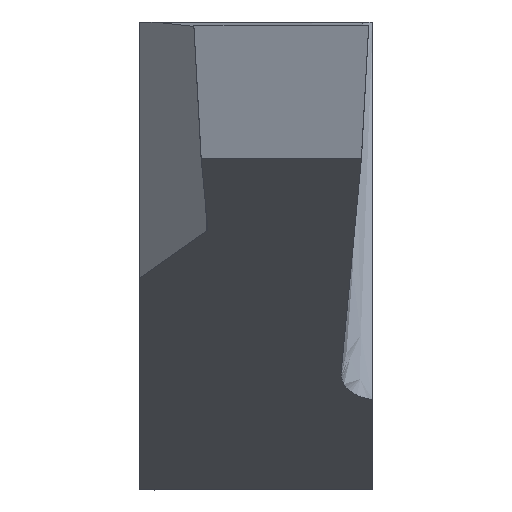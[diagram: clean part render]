
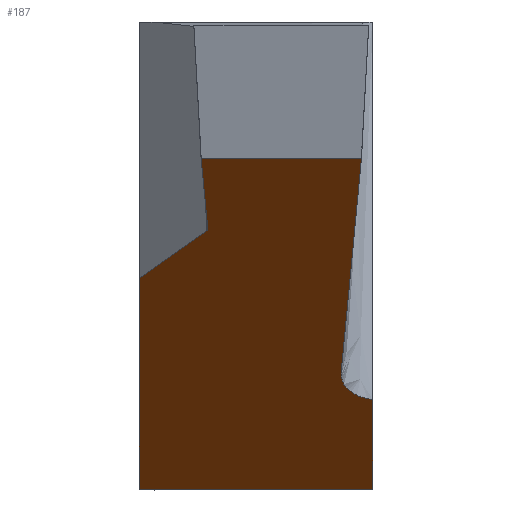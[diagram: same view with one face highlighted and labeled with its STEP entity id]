
A CAD part, top view. The second image highlights one B-rep face of the part: STEP entity #187.
In plain terms, the highlighted planar face has unit normal (0, -0.819, 0.574).
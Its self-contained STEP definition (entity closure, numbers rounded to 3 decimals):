
#20 = CARTESIAN_POINT ( 'NONE',  ( 0., 1.824, 7.835 ) ) ;
#53 = VECTOR ( 'NONE', #79, 1000. ) ;
#65 = EDGE_CURVE ( 'NONE', #78, #90, #676, .T. ) ;
#70 = DIRECTION ( 'NONE',  ( -1., 0., 0. ) ) ;
#78 = VERTEX_POINT ( 'NONE', #462 ) ;
#79 = DIRECTION ( 'NONE',  ( 0.054, -0.573, -0.818 ) ) ;
#84 = ORIENTED_EDGE ( 'NONE', *, *, #770, .F. ) ;
#89 = VECTOR ( 'NONE', #112, 1000. ) ;
#90 = VERTEX_POINT ( 'NONE', #541 ) ;
#93 = CARTESIAN_POINT ( 'NONE',  ( 3., 1.247, 7.012 ) ) ;
#95 = VERTEX_POINT ( 'NONE', #693 ) ;
#99 =( BOUNDED_CURVE ( )  B_SPLINE_CURVE ( 3, ( #497, #453, #964, #594 ),
 .UNSPECIFIED., .F., .T. ) 
 B_SPLINE_CURVE_WITH_KNOTS ( ( 4, 4 ),
 ( 1.602, 2.424 ),
 .UNSPECIFIED. ) 
 CURVE ( )  GEOMETRIC_REPRESENTATION_ITEM ( )  RATIONAL_B_SPLINE_CURVE ( ( 1., 0.945, 0.945, 1. ) ) 
 REPRESENTATION_ITEM ( '' )  );
#100 = PLANE ( 'NONE',  #237 ) ;
#112 = DIRECTION ( 'NONE',  ( -0.634, -0.444, -0.634 ) ) ;
#115 = DIRECTION ( 'NONE',  ( 0., 0.574, 0.819 ) ) ;
#127 = B_SPLINE_CURVE_WITH_KNOTS ( 'NONE', 3,
 ( #355, #653, #577, #873, #205, #502 ),
 .UNSPECIFIED., .F., .F.,
 ( 4, 2, 4 ),
 ( 0., 0., 0.001 ),
 .UNSPECIFIED. ) ;
#133 =( BOUNDED_CURVE ( )  B_SPLINE_CURVE ( 3, ( #368, #443, #298, #678 ),
 .UNSPECIFIED., .F., .T. ) 
 B_SPLINE_CURVE_WITH_KNOTS ( ( 4, 4 ),
 ( 3.099, 4.69 ),
 .UNSPECIFIED. ) 
 CURVE ( )  GEOMETRIC_REPRESENTATION_ITEM ( )  RATIONAL_B_SPLINE_CURVE ( ( 1., 0.8, 0.8, 1. ) ) 
 REPRESENTATION_ITEM ( '' )  );
#142 = VERTEX_POINT ( 'NONE', #688 ) ;
#146 = ORIENTED_EDGE ( 'NONE', *, *, #787, .T. ) ;
#169 = LINE ( 'NONE', #469, #253 ) ;
#187 = ADVANCED_FACE ( 'NONE', ( #482 ), #100, .F. ) ;
#189 = LINE ( 'NONE', #268, #191 ) ;
#191 = VECTOR ( 'NONE', #405, 1000. ) ;
#194 = CARTESIAN_POINT ( 'NONE',  ( 2.595, -1.505, 3.082 ) ) ;
#198 = CARTESIAN_POINT ( 'NONE',  ( 0.867, 0.313, 5.677 ) ) ;
#205 = CARTESIAN_POINT ( 'NONE',  ( 2.587, -1.581, 2.973 ) ) ;
#230 = EDGE_CURVE ( 'NONE', #508, #95, #893, .T. ) ;
#237 = AXIS2_PLACEMENT_3D ( 'NONE', #556, #471, #115 ) ;
#248 = EDGE_CURVE ( 'NONE', #332, #795, #189, .T. ) ;
#253 = VECTOR ( 'NONE', #621, 1000. ) ;
#255 = CARTESIAN_POINT ( 'NONE',  ( 2.911, 1.826, 7.839 ) ) ;
#257 = CARTESIAN_POINT ( 'NONE',  ( 0., -3., 0.946 ) ) ;
#268 = CARTESIAN_POINT ( 'NONE',  ( 3., 1.824, 7.835 ) ) ;
#269 = ORIENTED_EDGE ( 'NONE', *, *, #65, .T. ) ;
#280 = ORIENTED_EDGE ( 'NONE', *, *, #667, .T. ) ;
#282 = CARTESIAN_POINT ( 'NONE',  ( 2.856, 1.247, 7.012 ) ) ;
#298 = CARTESIAN_POINT ( 'NONE',  ( 0.794, 1.247, 7.011 ) ) ;
#305 = EDGE_CURVE ( 'NONE', #95, #78, #715, .T. ) ;
#332 = VERTEX_POINT ( 'NONE', #670 ) ;
#353 = EDGE_CURVE ( 'NONE', #332, #508, #127, .T. ) ;
#355 = CARTESIAN_POINT ( 'NONE',  ( 3., -1.851, 2.587 ) ) ;
#360 = CARTESIAN_POINT ( 'NONE',  ( 2.855, 1.247, 7.012 ) ) ;
#368 = CARTESIAN_POINT ( 'NONE',  ( 0.795, 1.247, 7.012 ) ) ;
#372 = ORIENTED_EDGE ( 'NONE', *, *, #230, .T. ) ;
#389 = ORIENTED_EDGE ( 'NONE', *, *, #540, .T. ) ;
#405 = DIRECTION ( 'NONE',  ( 0., -0.574, -0.819 ) ) ;
#406 = EDGE_LOOP ( 'NONE', ( #890, #671, #372, #870, #269, #632, #146, #280, #652, #389, #84 ) ) ;
#443 = CARTESIAN_POINT ( 'NONE',  ( 0.794, 1.247, 7.012 ) ) ;
#453 = CARTESIAN_POINT ( 'NONE',  ( 0.881, 0.328, 5.699 ) ) ;
#462 = CARTESIAN_POINT ( 'NONE',  ( 2.855, 1.247, 7.012 ) ) ;
#469 = CARTESIAN_POINT ( 'NONE',  ( 3., -3., 0.946 ) ) ;
#471 = DIRECTION ( 'NONE',  ( 0., 0.819, -0.574 ) ) ;
#482 = FACE_OUTER_BOUND ( 'NONE', #406, .T. ) ;
#497 = CARTESIAN_POINT ( 'NONE',  ( 0.88, 0.338, 5.713 ) ) ;
#502 = CARTESIAN_POINT ( 'NONE',  ( 2.595, -1.505, 3.082 ) ) ;
#508 = VERTEX_POINT ( 'NONE', #194 ) ;
#540 = EDGE_CURVE ( 'NONE', #949, #832, #702, .T. ) ;
#541 = CARTESIAN_POINT ( 'NONE',  ( 0.795, 1.247, 7.012 ) ) ;
#549 = CARTESIAN_POINT ( 'NONE',  ( 0.746, 1.753, 7.734 ) ) ;
#552 = DIRECTION ( 'NONE',  ( 0.054, 0.573, 0.818 ) ) ;
#556 = CARTESIAN_POINT ( 'NONE',  ( 3., 1.824, 7.835 ) ) ;
#558 = LINE ( 'NONE', #651, #89 ) ;
#571 = VECTOR ( 'NONE', #70, 1000. ) ;
#577 = CARTESIAN_POINT ( 'NONE',  ( 2.757, -1.786, 2.68 ) ) ;
#594 = CARTESIAN_POINT ( 'NONE',  ( 0.867, 0.313, 5.677 ) ) ;
#609 = EDGE_CURVE ( 'NONE', #90, #704, #133, .T. ) ;
#615 = VECTOR ( 'NONE', #552, 1000. ) ;
#621 = DIRECTION ( 'NONE',  ( -1., 0., 0. ) ) ;
#623 = DIRECTION ( 'NONE',  ( 0., -0.574, -0.819 ) ) ;
#628 = CARTESIAN_POINT ( 'NONE',  ( 3., -3., 0.946 ) ) ;
#632 = ORIENTED_EDGE ( 'NONE', *, *, #609, .T. ) ;
#651 = CARTESIAN_POINT ( 'NONE',  ( 3.015, 1.817, 7.825 ) ) ;
#652 = ORIENTED_EDGE ( 'NONE', *, *, #945, .T. ) ;
#653 = CARTESIAN_POINT ( 'NONE',  ( 2.869, -1.836, 2.608 ) ) ;
#657 = VERTEX_POINT ( 'NONE', #198 ) ;
#667 = EDGE_CURVE ( 'NONE', #142, #657, #99, .T. ) ;
#670 = CARTESIAN_POINT ( 'NONE',  ( 3., -1.851, 2.587 ) ) ;
#671 = ORIENTED_EDGE ( 'NONE', *, *, #353, .T. ) ;
#676 = LINE ( 'NONE', #93, #571 ) ;
#678 = CARTESIAN_POINT ( 'NONE',  ( 0.794, 1.246, 7.01 ) ) ;
#682 = LINE ( 'NONE', #549, #53 ) ;
#688 = CARTESIAN_POINT ( 'NONE',  ( 0.88, 0.338, 5.713 ) ) ;
#693 = CARTESIAN_POINT ( 'NONE',  ( 2.856, 1.246, 7.01 ) ) ;
#702 = LINE ( 'NONE', #20, #906 ) ;
#704 = VERTEX_POINT ( 'NONE', #820 ) ;
#715 =( BOUNDED_CURVE ( )  B_SPLINE_CURVE ( 3, ( #802, #744, #282, #360 ),
 .UNSPECIFIED., .F., .T. ) 
 B_SPLINE_CURVE_WITH_KNOTS ( ( 4, 4 ),
 ( 4.734, 6.326 ),
 .UNSPECIFIED. ) 
 CURVE ( )  GEOMETRIC_REPRESENTATION_ITEM ( )  RATIONAL_B_SPLINE_CURVE ( ( 1., 0.8, 0.8, 1. ) ) 
 REPRESENTATION_ITEM ( '' )  );
#744 = CARTESIAN_POINT ( 'NONE',  ( 2.856, 1.247, 7.011 ) ) ;
#770 = EDGE_CURVE ( 'NONE', #795, #832, #169, .T. ) ;
#787 = EDGE_CURVE ( 'NONE', #704, #142, #682, .T. ) ;
#794 = CARTESIAN_POINT ( 'NONE',  ( 0., -0.294, 4.81 ) ) ;
#795 = VERTEX_POINT ( 'NONE', #628 ) ;
#802 = CARTESIAN_POINT ( 'NONE',  ( 2.856, 1.246, 7.01 ) ) ;
#820 = CARTESIAN_POINT ( 'NONE',  ( 0.794, 1.246, 7.01 ) ) ;
#832 = VERTEX_POINT ( 'NONE', #257 ) ;
#870 = ORIENTED_EDGE ( 'NONE', *, *, #305, .T. ) ;
#873 = CARTESIAN_POINT ( 'NONE',  ( 2.618, -1.658, 2.863 ) ) ;
#890 = ORIENTED_EDGE ( 'NONE', *, *, #248, .F. ) ;
#893 = LINE ( 'NONE', #255, #615 ) ;
#906 = VECTOR ( 'NONE', #623, 1000. ) ;
#945 = EDGE_CURVE ( 'NONE', #657, #949, #558, .T. ) ;
#949 = VERTEX_POINT ( 'NONE', #794 ) ;
#964 = CARTESIAN_POINT ( 'NONE',  ( 0.877, 0.319, 5.687 ) ) ;
